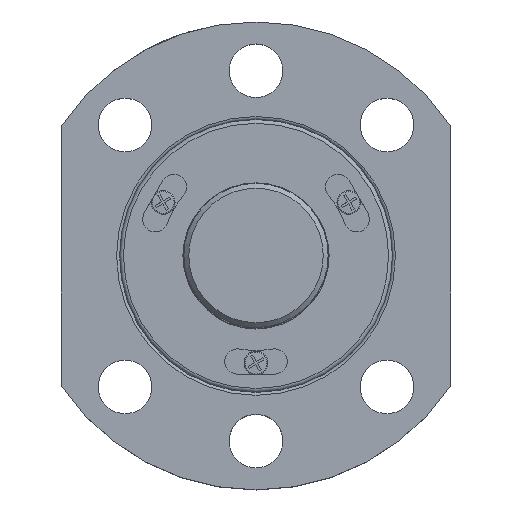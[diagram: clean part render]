
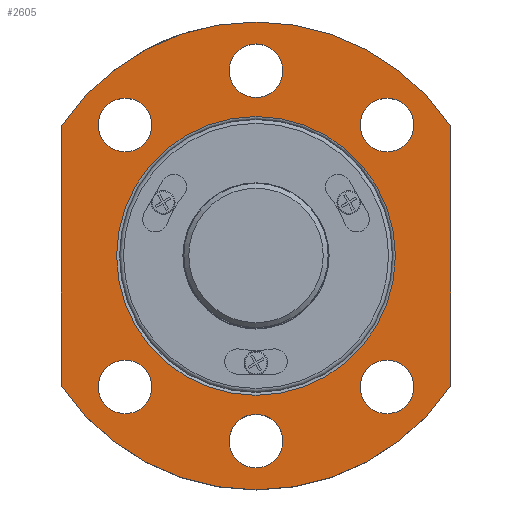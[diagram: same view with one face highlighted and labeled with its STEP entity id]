
A CAD part, top view. The second image highlights one B-rep face of the part: STEP entity #2605.
In plain terms, the highlighted planar face has unit normal (0, 0, 1).
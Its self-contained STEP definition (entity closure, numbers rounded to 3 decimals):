
#96=CIRCLE('',#2801,24.);
#98=CIRCLE('',#2804,24.);
#100=CIRCLE('',#2807,14.3);
#101=CIRCLE('',#2808,2.75);
#102=CIRCLE('',#2809,2.75);
#103=CIRCLE('',#2810,2.75);
#104=CIRCLE('',#2811,2.75);
#105=CIRCLE('',#2812,2.75);
#106=CIRCLE('',#2813,2.75);
#215=LINE('',#4152,#423);
#216=LINE('',#4153,#424);
#423=VECTOR('',#3154,1000.);
#424=VECTOR('',#3155,1000.);
#714=ORIENTED_EDGE('',*,*,#1462,.T.);
#715=ORIENTED_EDGE('',*,*,#1463,.T.);
#716=ORIENTED_EDGE('',*,*,#1458,.F.);
#717=ORIENTED_EDGE('',*,*,#1464,.T.);
#718=ORIENTED_EDGE('',*,*,#1454,.F.);
#719=ORIENTED_EDGE('',*,*,#1465,.T.);
#720=ORIENTED_EDGE('',*,*,#1466,.T.);
#721=ORIENTED_EDGE('',*,*,#1467,.T.);
#722=ORIENTED_EDGE('',*,*,#1468,.T.);
#723=ORIENTED_EDGE('',*,*,#1469,.T.);
#724=ORIENTED_EDGE('',*,*,#1470,.T.);
#1454=EDGE_CURVE('',#1826,#1827,#96,.T.);
#1458=EDGE_CURVE('',#1830,#1831,#98,.T.);
#1462=EDGE_CURVE('',#1834,#1834,#100,.T.);
#1463=EDGE_CURVE('',#1835,#1835,#101,.T.);
#1464=EDGE_CURVE('',#1830,#1827,#215,.T.);
#1465=EDGE_CURVE('',#1826,#1831,#216,.T.);
#1466=EDGE_CURVE('',#1836,#1836,#102,.T.);
#1467=EDGE_CURVE('',#1837,#1837,#103,.T.);
#1468=EDGE_CURVE('',#1838,#1838,#104,.T.);
#1469=EDGE_CURVE('',#1839,#1839,#105,.T.);
#1470=EDGE_CURVE('',#1840,#1840,#106,.T.);
#1826=VERTEX_POINT('',#4131);
#1827=VERTEX_POINT('',#4132);
#1830=VERTEX_POINT('',#4140);
#1831=VERTEX_POINT('',#4141);
#1834=VERTEX_POINT('',#4149);
#1835=VERTEX_POINT('',#4151);
#1836=VERTEX_POINT('',#4155);
#1837=VERTEX_POINT('',#4157);
#1838=VERTEX_POINT('',#4159);
#1839=VERTEX_POINT('',#4161);
#1840=VERTEX_POINT('',#4163);
#2091=EDGE_LOOP('',(#714));
#2092=EDGE_LOOP('',(#715));
#2093=EDGE_LOOP('',(#716,#717,#718,#719));
#2094=EDGE_LOOP('',(#720));
#2095=EDGE_LOOP('',(#721));
#2096=EDGE_LOOP('',(#722));
#2097=EDGE_LOOP('',(#723));
#2098=EDGE_LOOP('',(#724));
#2305=FACE_BOUND('',#2091,.T.);
#2306=FACE_BOUND('',#2092,.T.);
#2307=FACE_BOUND('',#2093,.T.);
#2308=FACE_BOUND('',#2094,.T.);
#2309=FACE_BOUND('',#2095,.T.);
#2310=FACE_BOUND('',#2096,.T.);
#2311=FACE_BOUND('',#2097,.T.);
#2312=FACE_BOUND('',#2098,.T.);
#2498=PLANE('',#2806);
#2605=ADVANCED_FACE('',(#2305,#2306,#2307,#2308,#2309,#2310,#2311,#2312),
#2498,.T.);
#2801=AXIS2_PLACEMENT_3D('',#4130,#3134,#3135);
#2804=AXIS2_PLACEMENT_3D('',#4139,#3142,#3143);
#2806=AXIS2_PLACEMENT_3D('',#4147,#3148,#3149);
#2807=AXIS2_PLACEMENT_3D('',#4148,#3150,#3151);
#2808=AXIS2_PLACEMENT_3D('',#4150,#3152,#3153);
#2809=AXIS2_PLACEMENT_3D('',#4154,#3156,#3157);
#2810=AXIS2_PLACEMENT_3D('',#4156,#3158,#3159);
#2811=AXIS2_PLACEMENT_3D('',#4158,#3160,#3161);
#2812=AXIS2_PLACEMENT_3D('',#4160,#3162,#3163);
#2813=AXIS2_PLACEMENT_3D('',#4162,#3164,#3165);
#3134=DIRECTION('',(0.,0.,-1.));
#3135=DIRECTION('',(-1.,0.,0.));
#3142=DIRECTION('',(0.,0.,-1.));
#3143=DIRECTION('',(-1.,0.,0.));
#3148=DIRECTION('',(0.,0.,1.));
#3149=DIRECTION('',(1.,0.,0.));
#3150=DIRECTION('',(0.,0.,-1.));
#3151=DIRECTION('',(-1.,0.,0.));
#3152=DIRECTION('',(0.,0.,-1.));
#3153=DIRECTION('',(-1.,0.,0.));
#3154=DIRECTION('',(0.,-1.,0.));
#3155=DIRECTION('',(0.,1.,0.));
#3156=DIRECTION('',(0.,0.,-1.));
#3157=DIRECTION('',(-1.,0.,0.));
#3158=DIRECTION('',(0.,0.,-1.));
#3159=DIRECTION('',(-1.,0.,0.));
#3160=DIRECTION('',(0.,0.,-1.));
#3161=DIRECTION('',(-1.,0.,0.));
#3162=DIRECTION('',(0.,0.,-1.));
#3163=DIRECTION('',(-1.,0.,0.));
#3164=DIRECTION('',(0.,0.,-1.));
#3165=DIRECTION('',(-1.,0.,0.));
#4130=CARTESIAN_POINT('',(0.,0.,45.));
#4131=CARTESIAN_POINT('',(20.,-13.266,45.));
#4132=CARTESIAN_POINT('',(-20.,-13.266,45.));
#4139=CARTESIAN_POINT('',(0.,0.,45.));
#4140=CARTESIAN_POINT('',(-20.,13.266,45.));
#4141=CARTESIAN_POINT('',(20.,13.266,45.));
#4147=CARTESIAN_POINT('',(0.,24.,45.));
#4148=CARTESIAN_POINT('',(0.,0.,45.));
#4149=CARTESIAN_POINT('',(-14.3,0.,45.));
#4150=CARTESIAN_POINT('',(0.,19.,45.));
#4151=CARTESIAN_POINT('',(-2.75,19.,45.));
#4152=CARTESIAN_POINT('',(-20.,29.,45.));
#4153=CARTESIAN_POINT('',(20.,-29.,45.));
#4154=CARTESIAN_POINT('',(-13.435,-13.435,45.));
#4155=CARTESIAN_POINT('',(-16.185,-13.435,45.));
#4156=CARTESIAN_POINT('',(0.,-19.,45.));
#4157=CARTESIAN_POINT('',(-2.75,-19.,45.));
#4158=CARTESIAN_POINT('',(13.435,-13.435,45.));
#4159=CARTESIAN_POINT('',(10.685,-13.435,45.));
#4160=CARTESIAN_POINT('',(-13.435,13.435,45.));
#4161=CARTESIAN_POINT('',(-16.185,13.435,45.));
#4162=CARTESIAN_POINT('',(13.435,13.435,45.));
#4163=CARTESIAN_POINT('',(10.685,13.435,45.));
